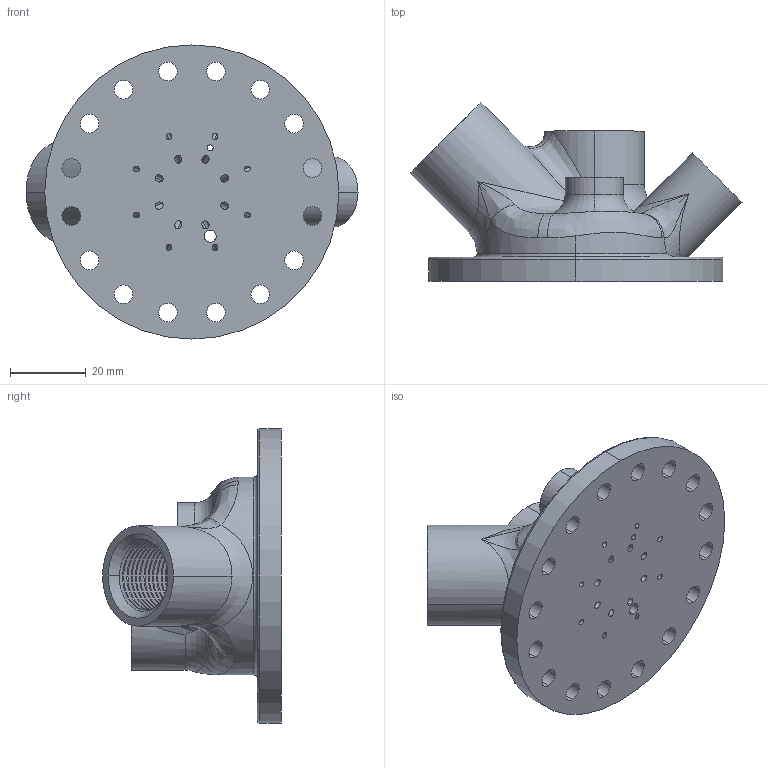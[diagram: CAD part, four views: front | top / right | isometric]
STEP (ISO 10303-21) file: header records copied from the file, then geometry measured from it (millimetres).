
FILE_DESCRIPTION (( 'STEP AP203' ), '1' );
FILE_NAME ('GasGeneratorInjector_02-27.STEP', '2025-02-27T21:16:35', ( '' ), ( '' ), 'SwSTEP 2.0', 'SolidWorks 2024', '' );
FILE_SCHEMA (( 'CONFIG_CONTROL_DESIGN' ));
Length unit declared in the file: inch
Products named in the file (1): GasGeneratorInjector_02-27
Bounding box: 87.44 x 47.12 x 77.47 mm (x, y, z)
Volume: 63299.2 mm3; surface area: 28626.2 mm2
Topology: 1 solids, 1 shells, 333 faces, 937 edges, 588 vertices
Faces by surface type: cylinder 197, bspline 71, torus 28, cone 25, plane 12
Entity records: 26443 total; most frequent: CARTESIAN_POINT 18998, ORIENTED_EDGE 1868, DIRECTION 1227, EDGE_CURVE 934, VERTEX_POINT 588, AXIS2_PLACEMENT_3D 504, EDGE_LOOP 390, FACE_OUTER_BOUND 333
